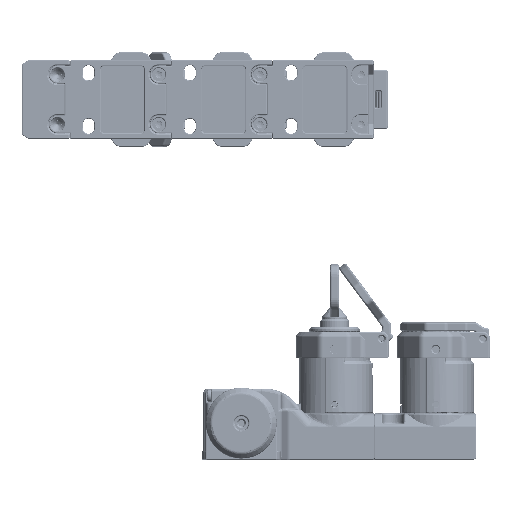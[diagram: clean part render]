
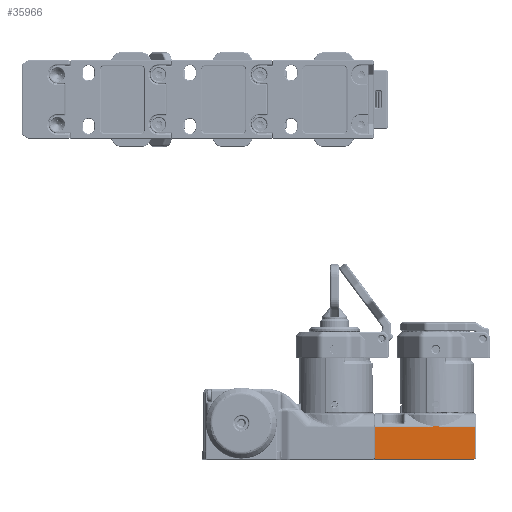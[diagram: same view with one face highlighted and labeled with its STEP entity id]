
A CAD part, left-side view. The second image highlights one B-rep face of the part: STEP entity #35966.
In plain terms, the highlighted face is planar.
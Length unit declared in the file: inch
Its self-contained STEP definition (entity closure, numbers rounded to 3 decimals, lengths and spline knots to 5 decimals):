
#2695 = CARTESIAN_POINT ( 'NONE',  ( 5.02705, 1.02488, -3.75642 ) ) ;
#6704 = DIRECTION ( 'NONE',  ( 0., 0., -1. ) ) ;
#10615 = ORIENTED_EDGE ( 'NONE', *, *, #76265, .F. ) ;
#14911 = DIRECTION ( 'NONE',  ( 0., 1., 0. ) ) ;
#16945 = DIRECTION ( 'NONE',  ( 0., 1., 0. ) ) ;
#19976 = DIRECTION ( 'NONE',  ( 0., -1., 0. ) ) ;
#21278 = ORIENTED_EDGE ( 'NONE', *, *, #223741, .F. ) ;
#25361 = CARTESIAN_POINT ( 'NONE',  ( 5.02705, 0.04728, -4.45522 ) ) ;
#27258 = CARTESIAN_POINT ( 'NONE',  ( 5.02705, 2.23232, -4.45522 ) ) ;
#28432 = CARTESIAN_POINT ( 'NONE',  ( 5.02705, 0.89374, -3.72687 ) ) ;
#28975 = CARTESIAN_POINT ( 'NONE',  ( 5.02705, 1.09228, -3.75949 ) ) ;
#30584 = VERTEX_POINT ( 'NONE', #256419 ) ;
#35703 = CIRCLE ( 'NONE', #194503, 0.01969 ) ;
#35966 = ADVANCED_FACE ( 'NONE', ( #131091 ), #240873, .F. ) ;
#38350 = VECTOR ( 'NONE', #70594, 39.37008 ) ;
#41811 = DIRECTION ( 'NONE',  ( 1., 0., 0. ) ) ;
#46086 = ORIENTED_EDGE ( 'NONE', *, *, #224110, .F. ) ;
#47051 = VECTOR ( 'NONE', #222957, 39.37008 ) ;
#47095 = CARTESIAN_POINT ( 'NONE',  ( 5.02705, 0.0276, -4.43553 ) ) ;
#56327 = CARTESIAN_POINT ( 'NONE',  ( 5.02705, 0.0276, -3.75949 ) ) ;
#60453 = EDGE_CURVE ( 'NONE', #131863, #146824, #275802, .T. ) ;
#63173 = EDGE_CURVE ( 'NONE', #134657, #89719, #238857, .T. ) ;
#70594 = DIRECTION ( 'NONE',  ( 0., -1., 0. ) ) ;
#76265 = EDGE_CURVE ( 'NONE', #95587, #134657, #35703, .T. ) ;
#86436 = CARTESIAN_POINT ( 'NONE',  ( 5.02705, 0.82895, -3.74518 ) ) ;
#89719 = VERTEX_POINT ( 'NONE', #27258 ) ;
#92375 = VECTOR ( 'NONE', #14911, 39.37008 ) ;
#92663 = CARTESIAN_POINT ( 'NONE',  ( 5.02705, 0.6952, -3.75949 ) ) ;
#95587 = VERTEX_POINT ( 'NONE', #47095 ) ;
#97229 = EDGE_CURVE ( 'NONE', #241206, #95587, #284528, .T. ) ;
#99358 = EDGE_CURVE ( 'NONE', #30584, #131863, #197122, .T. ) ;
#102795 = CARTESIAN_POINT ( 'NONE',  ( 5.02705, 2.37012, -4.45522 ) ) ;
#103348 = VERTEX_POINT ( 'NONE', #92663 ) ;
#109860 = CARTESIAN_POINT ( 'NONE',  ( 5.02705, 0.89374, -3.72687 ) ) ;
#110291 = CARTESIAN_POINT ( 'NONE',  ( 5.02705, 0.0276, -4.4749 ) ) ;
#114634 = ORIENTED_EDGE ( 'NONE', *, *, #97229, .F. ) ;
#118269 = CARTESIAN_POINT ( 'NONE',  ( 5.02705, 1.05861, -3.75949 ) ) ;
#128897 = CARTESIAN_POINT ( 'NONE',  ( 5.02705, 0.72904, -3.75949 ) ) ;
#129626 = CARTESIAN_POINT ( 'NONE',  ( 5.02705, 2.37012, -4.4749 ) ) ;
#131091 = FACE_OUTER_BOUND ( 'NONE', #241700, .T. ) ;
#131237 = CARTESIAN_POINT ( 'NONE',  ( 5.02705, 2.37012, -3.75949 ) ) ;
#131863 = VERTEX_POINT ( 'NONE', #221082 ) ;
#134657 = VERTEX_POINT ( 'NONE', #25361 ) ;
#145645 = ORIENTED_EDGE ( 'NONE', *, *, #60453, .F. ) ;
#146824 = VERTEX_POINT ( 'NONE', #28432 ) ;
#157925 = AXIS2_PLACEMENT_3D ( 'NONE', #129626, #41811, #16945 ) ;
#166920 = DIRECTION ( 'NONE',  ( 0., 0., 1. ) ) ;
#166994 = B_SPLINE_CURVE_WITH_KNOTS ( 'NONE', 3,
 ( #109860, #243051, #86436, #284083, #128897, #174258 ),
 .UNSPECIFIED., .F., .F.,
 ( 4, 2, 4 ),
 ( 0., 0.5, 1. ),
 .UNSPECIFIED. ) ;
#171078 = EDGE_CURVE ( 'NONE', #89719, #30584, #253329, .T. ) ;
#174258 = CARTESIAN_POINT ( 'NONE',  ( 5.02705, 0.6952, -3.75949 ) ) ;
#190320 = CARTESIAN_POINT ( 'NONE',  ( 5.02705, 2.23232, -3.45128 ) ) ;
#194503 = AXIS2_PLACEMENT_3D ( 'NONE', #229231, #207241, #6704 ) ;
#197122 = LINE ( 'NONE', #131237, #262872 ) ;
#200315 = ORIENTED_EDGE ( 'NONE', *, *, #171078, .F. ) ;
#203795 = LINE ( 'NONE', #247726, #38350 ) ;
#204688 = CARTESIAN_POINT ( 'NONE',  ( 5.02705, 0.95851, -3.74518 ) ) ;
#207241 = DIRECTION ( 'NONE',  ( 1., 0., 0. ) ) ;
#221021 = ORIENTED_EDGE ( 'NONE', *, *, #63173, .F. ) ;
#221082 = CARTESIAN_POINT ( 'NONE',  ( 5.02705, 1.09228, -3.75949 ) ) ;
#222957 = DIRECTION ( 'NONE',  ( 0., 0., -1. ) ) ;
#223741 = EDGE_CURVE ( 'NONE', #103348, #241206, #203795, .T. ) ;
#224110 = EDGE_CURVE ( 'NONE', #146824, #103348, #166994, .T. ) ;
#229231 = CARTESIAN_POINT ( 'NONE',  ( 5.02705, 0.04728, -4.43553 ) ) ;
#238857 = LINE ( 'NONE', #102795, #92375 ) ;
#240873 = PLANE ( 'NONE',  #157925 ) ;
#241206 = VERTEX_POINT ( 'NONE', #56327 ) ;
#241700 = EDGE_LOOP ( 'NONE', ( #46086, #145645, #248362, #200315, #221021, #10615, #114634, #21278 ) ) ;
#243051 = CARTESIAN_POINT ( 'NONE',  ( 5.02705, 0.86155, -3.73703 ) ) ;
#247726 = CARTESIAN_POINT ( 'NONE',  ( 5.02705, 2.37012, -3.75949 ) ) ;
#248362 = ORIENTED_EDGE ( 'NONE', *, *, #99358, .F. ) ;
#253329 = LINE ( 'NONE', #190320, #260684 ) ;
#256419 = CARTESIAN_POINT ( 'NONE',  ( 5.02705, 2.23232, -3.75949 ) ) ;
#260684 = VECTOR ( 'NONE', #166920, 39.37008 ) ;
#262872 = VECTOR ( 'NONE', #19976, 39.37008 ) ;
#269105 = CARTESIAN_POINT ( 'NONE',  ( 5.02705, 0.9259, -3.73701 ) ) ;
#274874 = CARTESIAN_POINT ( 'NONE',  ( 5.02705, 0.89374, -3.72687 ) ) ;
#275802 = B_SPLINE_CURVE_WITH_KNOTS ( 'NONE', 3,
 ( #28975, #118269, #2695, #204688, #269105, #274874 ),
 .UNSPECIFIED., .F., .F.,
 ( 4, 2, 4 ),
 ( 0., 0.5, 1. ),
 .UNSPECIFIED. ) ;
#284083 = CARTESIAN_POINT ( 'NONE',  ( 5.02705, 0.76276, -3.7564 ) ) ;
#284528 = LINE ( 'NONE', #110291, #47051 ) ;
